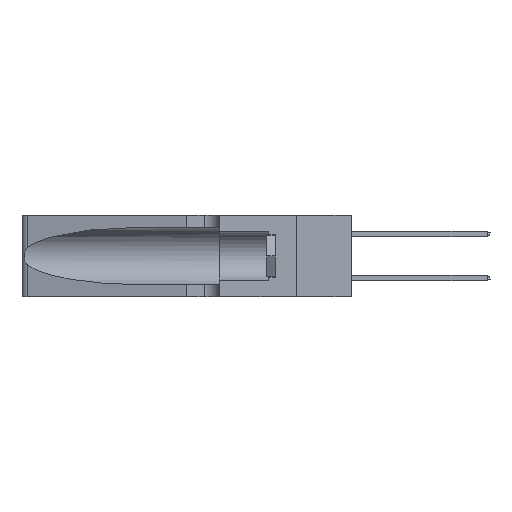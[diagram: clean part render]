
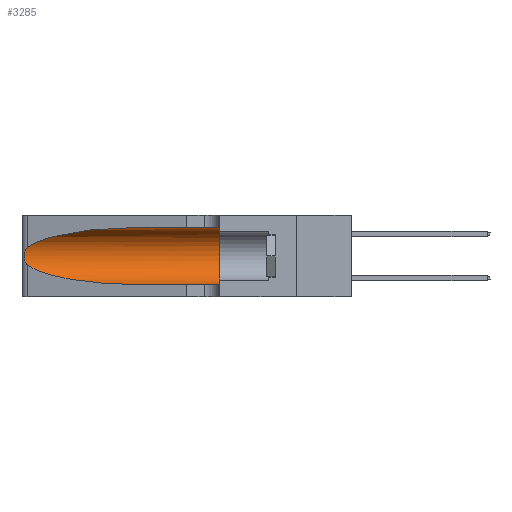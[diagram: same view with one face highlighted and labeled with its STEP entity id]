
A CAD part, left-side view. The second image highlights one B-rep face of the part: STEP entity #3285.
In plain terms, the highlighted cylindrical face has radius 3.308 mm (diameter 6.617 mm), a partial arc.
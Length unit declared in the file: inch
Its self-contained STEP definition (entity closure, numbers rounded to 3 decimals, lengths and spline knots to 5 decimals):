
#1037 = ORIENTED_EDGE ( 'NONE', *, *, #3429, .F. ) ;
#1075 = CARTESIAN_POINT ( 'NONE',  ( 0.1305, 0.72297, 0.05475 ) ) ;
#1444 =( BOUNDED_CURVE ( )  B_SPLINE_CURVE ( 3, ( #5690, #5528, #28049, #31784 ),
 .UNSPECIFIED., .F., .F. ) 
 B_SPLINE_CURVE_WITH_KNOTS ( ( 4, 4 ),
 ( 1.5708, 2.84003 ),
 .UNSPECIFIED. ) 
 CURVE ( )  GEOMETRIC_REPRESENTATION_ITEM ( )  RATIONAL_B_SPLINE_CURVE ( ( 1., 0.87, 0.87, 1. ) ) 
 REPRESENTATION_ITEM ( '' )  );
#2685 = CARTESIAN_POINT ( 'NONE',  ( 0.26075, 1.23896, 0.178 ) ) ;
#3285 = ADVANCED_FACE ( 'NONE', ( #43992 ), #14330, .F. ) ;
#3429 = EDGE_CURVE ( 'NONE', #39676, #6743, #19571, .T. ) ;
#4770 = DIRECTION ( 'NONE',  ( 0., -1., 0. ) ) ;
#5528 = CARTESIAN_POINT ( 'NONE',  ( 0.18966, 0.96281, 0.31525 ) ) ;
#5690 = CARTESIAN_POINT ( 'NONE',  ( 0.1305, 0.72297, 0.31525 ) ) ;
#6344 = CARTESIAN_POINT ( 'NONE',  ( 0.1305, 0.35, 0.31525 ) ) ;
#6451 = CARTESIAN_POINT ( 'NONE',  ( 0.25856, 1.23593, 0.16098 ) ) ;
#6613 = EDGE_CURVE ( 'NONE', #39676, #14646, #1444, .T. ) ;
#6743 = VERTEX_POINT ( 'NONE', #6344 ) ;
#9146 = ORIENTED_EDGE ( 'NONE', *, *, #44033, .T. ) ;
#9665 = DIRECTION ( 'NONE',  ( 0., -1., 0. ) ) ;
#10071 = CARTESIAN_POINT ( 'NONE',  ( 0.25555, 1.22994, 0.2215 ) ) ;
#10231 = CARTESIAN_POINT ( 'NONE',  ( 0.25639, 1.23186, 0.15144 ) ) ;
#12047 = ORIENTED_EDGE ( 'NONE', *, *, #40189, .T. ) ;
#13861 = CARTESIAN_POINT ( 'NONE',  ( 0.25487, 1.22718, 0.14631 ) ) ;
#13866 = ORIENTED_EDGE ( 'NONE', *, *, #34933, .T. ) ;
#13961 = CARTESIAN_POINT ( 'NONE',  ( 0.25487, 1.22718, 0.14631 ) ) ;
#14330 = CYLINDRICAL_SURFACE ( 'NONE', #14819, 0.13025 ) ;
#14646 = VERTEX_POINT ( 'NONE', #33753 ) ;
#14756 = EDGE_LOOP ( 'NONE', ( #30732, #12047, #9146, #13866, #17364, #1037 ) ) ;
#14819 = AXIS2_PLACEMENT_3D ( 'NONE', #31201, #16190, #27451 ) ;
#15556 = CIRCLE ( 'NONE', #24391, 0.13025 ) ;
#16190 = DIRECTION ( 'NONE',  ( 0., -1., 0. ) ) ;
#17364 = ORIENTED_EDGE ( 'NONE', *, *, #22084, .F. ) ;
#17539 = CARTESIAN_POINT ( 'NONE',  ( 0.25639, 1.23184, 0.21858 ) ) ;
#17608 = CARTESIAN_POINT ( 'NONE',  ( 0.2373, 1.15595, 0.08982 ) ) ;
#18954 = DIRECTION ( 'NONE',  ( 0., 1., 0. ) ) ;
#19571 = LINE ( 'NONE', #35728, #46844 ) ;
#20823 = B_SPLINE_CURVE_WITH_KNOTS ( 'NONE', 3,
 ( #36122, #10071, #17539, #43548, #21305, #47249, #25084, #2685, #28810, #6451, #32529, #10231, #36280, #13961 ),
 .UNSPECIFIED., .F., .F.,
 ( 4, 2, 2, 2, 2, 2, 4 ),
 ( 0., 0.00027, 0.00053, 0.00107, 0.0016, 0.00187, 0.00214 ),
 .UNSPECIFIED. ) ;
#21176 = CARTESIAN_POINT ( 'NONE',  ( 0.1305, 0.35, 0.05475 ) ) ;
#21305 = CARTESIAN_POINT ( 'NONE',  ( 0.25854, 1.2359, 0.20912 ) ) ;
#21369 = CARTESIAN_POINT ( 'NONE',  ( 0.1305, 0.72297, 0.05475 ) ) ;
#22084 = EDGE_CURVE ( 'NONE', #6743, #27460, #15556, .T. ) ;
#23881 = VECTOR ( 'NONE', #4770, 39.37008 ) ;
#24391 = AXIS2_PLACEMENT_3D ( 'NONE', #41214, #18954, #44937 ) ;
#25071 = LINE ( 'NONE', #45582, #23881 ) ;
#25084 = CARTESIAN_POINT ( 'NONE',  ( 0.26075, 1.23896, 0.19203 ) ) ;
#27451 = DIRECTION ( 'NONE',  ( 0., 0., -1. ) ) ;
#27460 = VERTEX_POINT ( 'NONE', #21176 ) ;
#28049 = CARTESIAN_POINT ( 'NONE',  ( 0.2373, 1.15595, 0.28018 ) ) ;
#28810 = CARTESIAN_POINT ( 'NONE',  ( 0.26017, 1.23833, 0.17102 ) ) ;
#30732 = ORIENTED_EDGE ( 'NONE', *, *, #6613, .T. ) ;
#30783 = VERTEX_POINT ( 'NONE', #43434 ) ;
#31201 = CARTESIAN_POINT ( 'NONE',  ( 0.1305, 1.61858, 0.185 ) ) ;
#31784 = CARTESIAN_POINT ( 'NONE',  ( 0.25487, 1.22718, 0.22369 ) ) ;
#32529 = CARTESIAN_POINT ( 'NONE',  ( 0.25789, 1.23486, 0.15765 ) ) ;
#33571 =( BOUNDED_CURVE ( )  B_SPLINE_CURVE ( 3, ( #13861, #17608, #43612, #21369 ),
 .UNSPECIFIED., .F., .F. ) 
 B_SPLINE_CURVE_WITH_KNOTS ( ( 4, 4 ),
 ( 3.44316, 4.71239 ),
 .UNSPECIFIED. ) 
 CURVE ( )  GEOMETRIC_REPRESENTATION_ITEM ( )  RATIONAL_B_SPLINE_CURVE ( ( 1., 0.87, 0.87, 1. ) ) 
 REPRESENTATION_ITEM ( '' )  );
#33753 = CARTESIAN_POINT ( 'NONE',  ( 0.25487, 1.22718, 0.22369 ) ) ;
#34933 = EDGE_CURVE ( 'NONE', #37162, #27460, #25071, .T. ) ;
#35728 = CARTESIAN_POINT ( 'NONE',  ( 0.1305, 1.61858, 0.31525 ) ) ;
#36122 = CARTESIAN_POINT ( 'NONE',  ( 0.25487, 1.22718, 0.22369 ) ) ;
#36280 = CARTESIAN_POINT ( 'NONE',  ( 0.25555, 1.22993, 0.14849 ) ) ;
#37162 = VERTEX_POINT ( 'NONE', #1075 ) ;
#39676 = VERTEX_POINT ( 'NONE', #40371 ) ;
#40189 = EDGE_CURVE ( 'NONE', #14646, #30783, #20823, .T. ) ;
#40371 = CARTESIAN_POINT ( 'NONE',  ( 0.1305, 0.72297, 0.31525 ) ) ;
#41214 = CARTESIAN_POINT ( 'NONE',  ( 0.1305, 0.35, 0.185 ) ) ;
#43434 = CARTESIAN_POINT ( 'NONE',  ( 0.25487, 1.22718, 0.14631 ) ) ;
#43548 = CARTESIAN_POINT ( 'NONE',  ( 0.25787, 1.23484, 0.2124 ) ) ;
#43612 = CARTESIAN_POINT ( 'NONE',  ( 0.18966, 0.96281, 0.05475 ) ) ;
#43992 = FACE_OUTER_BOUND ( 'NONE', #14756, .T. ) ;
#44033 = EDGE_CURVE ( 'NONE', #30783, #37162, #33571, .T. ) ;
#44937 = DIRECTION ( 'NONE',  ( 0., 0., 1. ) ) ;
#45582 = CARTESIAN_POINT ( 'NONE',  ( 0.1305, 1.61858, 0.05475 ) ) ;
#46844 = VECTOR ( 'NONE', #9665, 39.37008 ) ;
#47249 = CARTESIAN_POINT ( 'NONE',  ( 0.26018, 1.23835, 0.19895 ) ) ;
